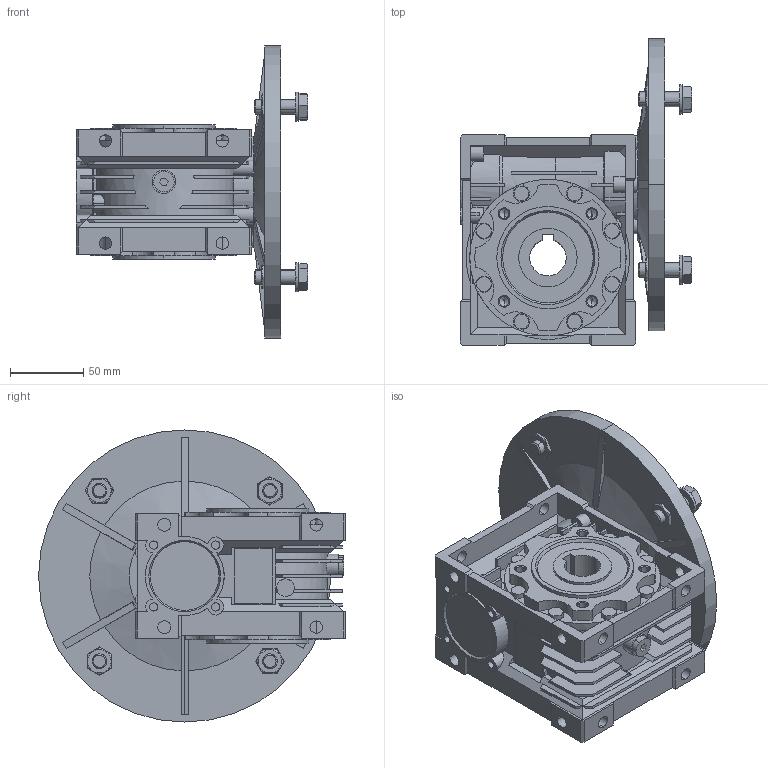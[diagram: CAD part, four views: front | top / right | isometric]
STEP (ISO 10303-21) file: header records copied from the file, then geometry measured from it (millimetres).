
FILE_DESCRIPTION (( 'STEP AP203' ), '1' );
FILE_NAME ('WGA-50M-020-80B5.step', '2025-02-20T17:20:30', ( '' ), ( '' ), 'SwSTEP 2.0', 'SolidWorks 2024', '' );
FILE_SCHEMA (( 'CONFIG_CONTROL_DESIGN' ));
Length unit declared in the file: millimetre
Products named in the file (1): WGA-50M-020-80B5
Bounding box: 158.43 x 210 x 200 mm (x, y, z)
Volume: 1274223.3 mm3; surface area: 298738 mm2
Topology: 19 solids, 24 shells, 1273 faces, 3245 edges, 2058 vertices
Faces by surface type: plane 701, cylinder 364, cone 200, torus 8
Entity records: 39606 total; most frequent: CARTESIAN_POINT 8716, ORIENTED_EDGE 6450, DIRECTION 6423, EDGE_CURVE 3225, AXIS2_PLACEMENT_3D 2325, VERTEX_POINT 2058, VECTOR 1773, LINE 1773
